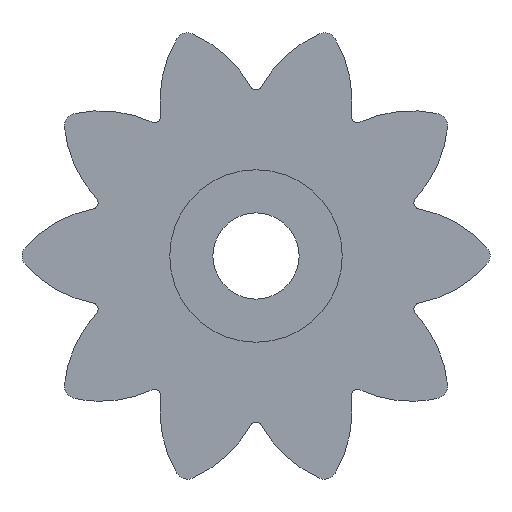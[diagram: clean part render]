
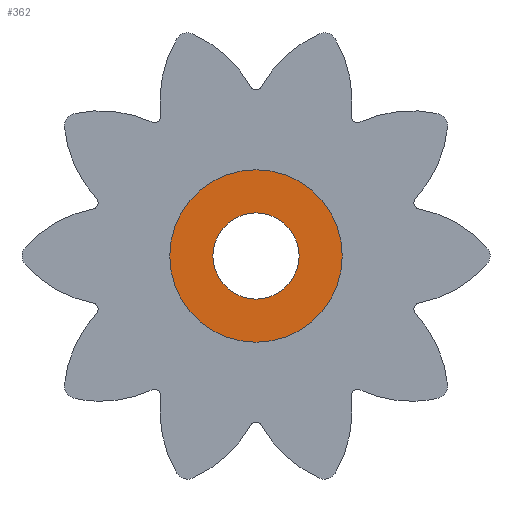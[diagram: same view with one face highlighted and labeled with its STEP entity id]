
A CAD part, left-side view. The second image highlights one B-rep face of the part: STEP entity #362.
In plain terms, the highlighted planar face has unit normal (-1, 0, 0).
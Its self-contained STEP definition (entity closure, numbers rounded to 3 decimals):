
#63 = EDGE_CURVE ( 'NONE', #1224, #843, #1965, .T. ) ;
#81 = EDGE_LOOP ( 'NONE', ( #1361, #2008 ) ) ;
#92 = CARTESIAN_POINT ( 'NONE',  ( -4., 0., -1.75 ) ) ;
#96 = AXIS2_PLACEMENT_3D ( 'NONE', #503, #1780, #1003 ) ;
#113 = CARTESIAN_POINT ( 'NONE',  ( -4., 0., 0. ) ) ;
#132 = CARTESIAN_POINT ( 'NONE',  ( -4., 0., 1.75 ) ) ;
#262 = PLANE ( 'NONE',  #539 ) ;
#324 = CARTESIAN_POINT ( 'NONE',  ( -4., 0., 3.5 ) ) ;
#362 = ADVANCED_FACE ( 'NONE', ( #750, #1537 ), #262, .T. ) ;
#377 = AXIS2_PLACEMENT_3D ( 'NONE', #815, #1097, #1737 ) ;
#503 = CARTESIAN_POINT ( 'NONE',  ( -4., 0., 0. ) ) ;
#539 = AXIS2_PLACEMENT_3D ( 'NONE', #113, #1231, #574 ) ;
#574 = DIRECTION ( 'NONE',  ( 0., 0., 1. ) ) ;
#583 = VERTEX_POINT ( 'NONE', #324 ) ;
#624 = CIRCLE ( 'NONE', #96, 1.75 ) ;
#704 = ORIENTED_EDGE ( 'NONE', *, *, #63, .F. ) ;
#750 = FACE_OUTER_BOUND ( 'NONE', #81, .T. ) ;
#815 = CARTESIAN_POINT ( 'NONE',  ( -4., 0., 0. ) ) ;
#817 = CIRCLE ( 'NONE', #882, 3.5 ) ;
#843 = VERTEX_POINT ( 'NONE', #132 ) ;
#882 = AXIS2_PLACEMENT_3D ( 'NONE', #1815, #1942, #896 ) ;
#896 = DIRECTION ( 'NONE',  ( 0., 0., 1. ) ) ;
#928 = CARTESIAN_POINT ( 'NONE',  ( -4., 0., -3.5 ) ) ;
#960 = VERTEX_POINT ( 'NONE', #928 ) ;
#963 = DIRECTION ( 'NONE',  ( -1., 0., 0. ) ) ;
#1003 = DIRECTION ( 'NONE',  ( 0., 0., 1. ) ) ;
#1097 = DIRECTION ( 'NONE',  ( -1., 0., 0. ) ) ;
#1137 = CARTESIAN_POINT ( 'NONE',  ( -4., 0., 0. ) ) ;
#1169 = EDGE_CURVE ( 'NONE', #843, #1224, #624, .T. ) ;
#1224 = VERTEX_POINT ( 'NONE', #92 ) ;
#1231 = DIRECTION ( 'NONE',  ( -1., 0., 0. ) ) ;
#1235 = EDGE_CURVE ( 'NONE', #960, #583, #817, .T. ) ;
#1333 = EDGE_CURVE ( 'NONE', #583, #960, #1484, .T. ) ;
#1361 = ORIENTED_EDGE ( 'NONE', *, *, #1235, .T. ) ;
#1484 = CIRCLE ( 'NONE', #1973, 3.5 ) ;
#1537 = FACE_BOUND ( 'NONE', #1539, .T. ) ;
#1539 = EDGE_LOOP ( 'NONE', ( #704, #1920 ) ) ;
#1737 = DIRECTION ( 'NONE',  ( 0., 0., 1. ) ) ;
#1780 = DIRECTION ( 'NONE',  ( -1., 0., 0. ) ) ;
#1815 = CARTESIAN_POINT ( 'NONE',  ( -4., 0., 0. ) ) ;
#1901 = DIRECTION ( 'NONE',  ( 0., 0., 1. ) ) ;
#1920 = ORIENTED_EDGE ( 'NONE', *, *, #1169, .F. ) ;
#1942 = DIRECTION ( 'NONE',  ( -1., 0., 0. ) ) ;
#1965 = CIRCLE ( 'NONE', #377, 1.75 ) ;
#1973 = AXIS2_PLACEMENT_3D ( 'NONE', #1137, #963, #1901 ) ;
#2008 = ORIENTED_EDGE ( 'NONE', *, *, #1333, .T. ) ;
